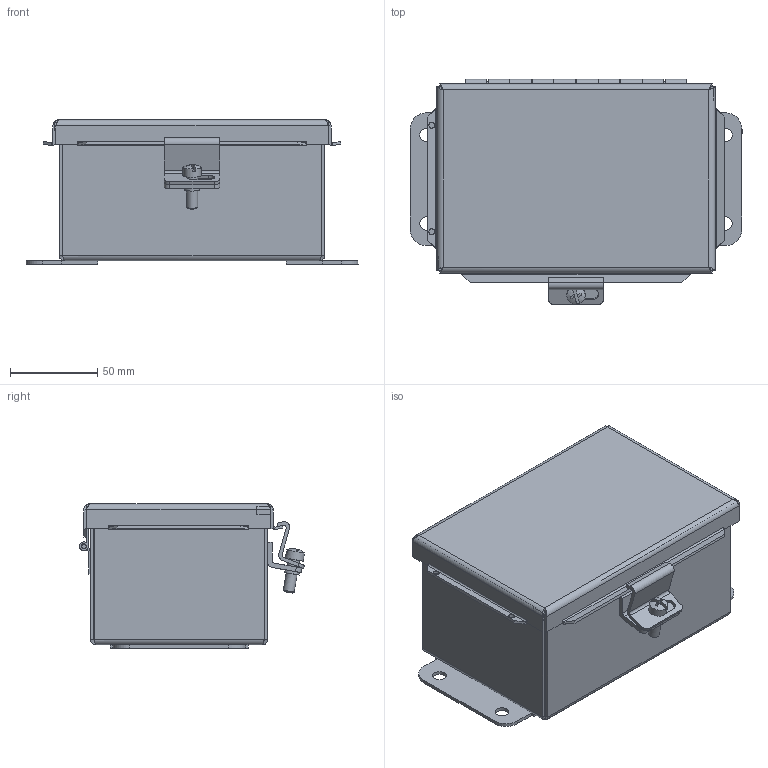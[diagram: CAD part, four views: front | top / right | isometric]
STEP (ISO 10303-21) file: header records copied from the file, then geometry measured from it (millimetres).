
FILE_DESCRIPTION(/* description */ ('JIC LID, HINGED, 16 GA. C.S., 6x4'),/* implementation_level */ '2;1');
FILE_NAME(/* name */ 'BN4060403CH.stp',/* time_stamp */ '2017-10-10T08:45:37-05:00',/* author */ ('jkolesa'),/* organization */ (''),/* preprocessor_version */ 'ST-DEVELOPER v16.1',/* originating_system */ 'Autodesk Inventor 2016',/* authorisation */ '');
FILE_SCHEMA (('AUTOMOTIVE_DESIGN { 1 0 10303 214 3 1 1 }'));
Length unit declared in the file: inch
Products named in the file (14): B_0604CH_LID; 316160; 38811; 3499; C1001; C2002; 3481; 328120LH; 328120P; 328120TH; 328120; 372135; B_060403_BKP; BN4060403CH
Assembly tree (18 placements, depth 3):
  BN4060403CH
    B_0604CH_LID
    316160  x2
    38811
    3499  x4
    C1001
    C2002
    3481  x2
    328120
      328120LH
      328120P
      328120TH
    372135
    B_060403_BKP
Bounding box: 190.5 x 129.17 x 82.78 mm (x, y, z)
Volume: 203893.6 mm3; surface area: 218951.1 mm2
Topology: 17 solids, 17 shells, 394 faces, 951 edges, 598 vertices
Faces by surface type: plane 255, cylinder 91, bspline 42, cone 2, torus 2, sphere 2
Full cylindrical faces by diameter (mm): 2.54 x1, 2.957 x10, 3.556 x2, 3.962 x4, 4.826 x1, 4.978 x1, 6.35 x2, 7.62 x4, 7.874 x4, 8.738 x1, 10.402 x1, 15.875 x4
Entity records: 10895 total; most frequent: CARTESIAN_POINT 2629, ORIENTED_EDGE 1572, DIRECTION 1530, EDGE_CURVE 786, LINE 588, VECTOR 588, VERTEX_POINT 504, AXIS2_PLACEMENT_3D 471
